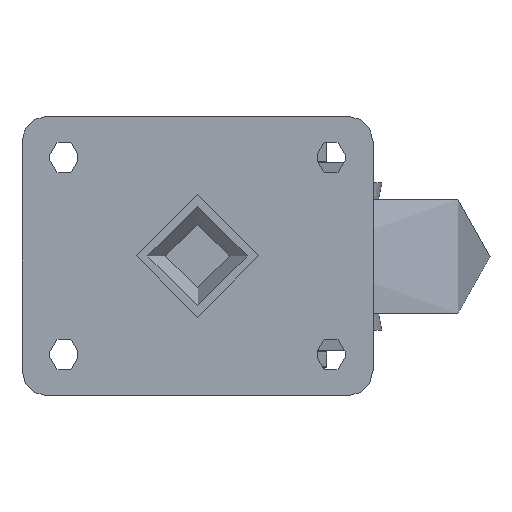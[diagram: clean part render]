
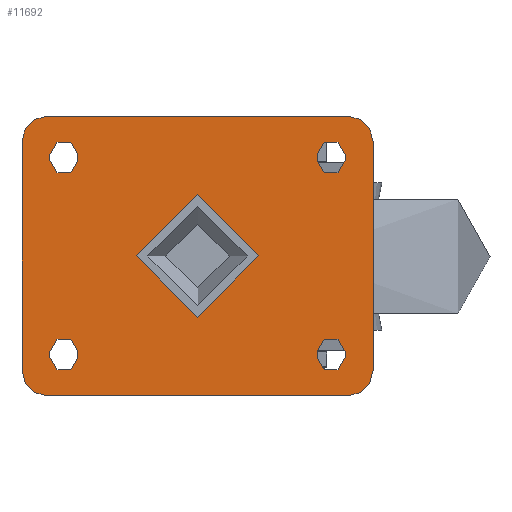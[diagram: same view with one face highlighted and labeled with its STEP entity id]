
A CAD part, top view. The second image highlights one B-rep face of the part: STEP entity #11692.
In plain terms, the highlighted planar face has unit normal (0, 0, 1).
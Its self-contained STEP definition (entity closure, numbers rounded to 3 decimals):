
#803=FACE_BOUND('',#4283,.T.);
#804=FACE_BOUND('',#4284,.T.);
#805=FACE_BOUND('',#4285,.T.);
#806=FACE_BOUND('',#4286,.T.);
#807=FACE_BOUND('',#4287,.T.);
#1008=PLANE('',#12735);
#1536=LINE('',#20997,#2294);
#1538=LINE('',#21000,#2296);
#1540=LINE('',#21003,#2298);
#1550=LINE('',#21042,#2308);
#1554=LINE('',#21052,#2312);
#1556=LINE('',#21058,#2314);
#1560=LINE('',#21068,#2318);
#1562=LINE('',#21074,#2320);
#1566=LINE('',#21084,#2324);
#1568=LINE('',#21090,#2326);
#1572=LINE('',#21100,#2330);
#1574=LINE('',#21106,#2332);
#2294=VECTOR('',#14695,1000.);
#2296=VECTOR('',#14699,1000.);
#2298=VECTOR('',#14703,1000.);
#2308=VECTOR('',#14739,1000.);
#2312=VECTOR('',#14749,1000.);
#2314=VECTOR('',#14757,1000.);
#2318=VECTOR('',#14767,1000.);
#2320=VECTOR('',#14775,1000.);
#2324=VECTOR('',#14785,1000.);
#2326=VECTOR('',#14793,1000.);
#2330=VECTOR('',#14803,1000.);
#2332=VECTOR('',#14811,1000.);
#3490=FACE_OUTER_BOUND('',#4282,.T.);
#4282=EDGE_LOOP('',(#9922,#9923,#9924,#9925,#9926,#9927,#9928,#9929));
#4283=EDGE_LOOP('',(#9930));
#4284=EDGE_LOOP('',(#9931,#9932,#9933,#9934));
#4285=EDGE_LOOP('',(#9935,#9936,#9937,#9938));
#4286=EDGE_LOOP('',(#9939,#9940,#9941,#9942));
#4287=EDGE_LOOP('',(#9943,#9944,#9945,#9946));
#4836=CIRCLE('',#12670,24.);
#4845=CIRCLE('',#12684,10.);
#4847=CIRCLE('',#12687,10.);
#4849=CIRCLE('',#12690,10.);
#4851=CIRCLE('',#12693,10.);
#4861=CIRCLE('',#12712,5.5);
#4862=CIRCLE('',#12715,5.5);
#4863=CIRCLE('',#12718,5.5);
#4864=CIRCLE('',#12721,5.5);
#4865=CIRCLE('',#12724,5.5);
#4866=CIRCLE('',#12727,5.5);
#4867=CIRCLE('',#12730,5.5);
#4868=CIRCLE('',#12733,5.5);
#5696=VERTEX_POINT('',#20934);
#5704=VERTEX_POINT('',#20960);
#5705=VERTEX_POINT('',#20961);
#5708=VERTEX_POINT('',#20969);
#5709=VERTEX_POINT('',#20970);
#5712=VERTEX_POINT('',#20978);
#5713=VERTEX_POINT('',#20979);
#5716=VERTEX_POINT('',#20987);
#5717=VERTEX_POINT('',#20988);
#5736=VERTEX_POINT('',#21044);
#5737=VERTEX_POINT('',#21046);
#5738=VERTEX_POINT('',#21050);
#5739=VERTEX_POINT('',#21054);
#5740=VERTEX_POINT('',#21060);
#5741=VERTEX_POINT('',#21062);
#5742=VERTEX_POINT('',#21066);
#5743=VERTEX_POINT('',#21070);
#5744=VERTEX_POINT('',#21076);
#5745=VERTEX_POINT('',#21078);
#5746=VERTEX_POINT('',#21082);
#5747=VERTEX_POINT('',#21086);
#5748=VERTEX_POINT('',#21092);
#5749=VERTEX_POINT('',#21094);
#5750=VERTEX_POINT('',#21098);
#5751=VERTEX_POINT('',#21102);
#7125=EDGE_CURVE('',#5696,#5696,#4836,.T.);
#7137=EDGE_CURVE('',#5704,#5705,#4845,.T.);
#7141=EDGE_CURVE('',#5708,#5709,#4847,.T.);
#7145=EDGE_CURVE('',#5712,#5713,#4849,.T.);
#7149=EDGE_CURVE('',#5716,#5717,#4851,.T.);
#7154=EDGE_CURVE('',#5713,#5716,#1536,.T.);
#7156=EDGE_CURVE('',#5709,#5712,#1538,.T.);
#7158=EDGE_CURVE('',#5705,#5708,#1540,.T.);
#7176=EDGE_CURVE('',#5717,#5704,#1550,.T.);
#7178=EDGE_CURVE('',#5737,#5736,#4861,.T.);
#7181=EDGE_CURVE('',#5736,#5738,#1554,.T.);
#7183=EDGE_CURVE('',#5738,#5739,#4862,.T.);
#7184=EDGE_CURVE('',#5739,#5737,#1556,.T.);
#7186=EDGE_CURVE('',#5741,#5740,#4863,.T.);
#7189=EDGE_CURVE('',#5740,#5742,#1560,.T.);
#7191=EDGE_CURVE('',#5742,#5743,#4864,.T.);
#7192=EDGE_CURVE('',#5743,#5741,#1562,.T.);
#7194=EDGE_CURVE('',#5745,#5744,#4865,.T.);
#7197=EDGE_CURVE('',#5744,#5746,#1566,.T.);
#7199=EDGE_CURVE('',#5746,#5747,#4866,.T.);
#7200=EDGE_CURVE('',#5747,#5745,#1568,.T.);
#7202=EDGE_CURVE('',#5749,#5748,#4867,.T.);
#7205=EDGE_CURVE('',#5748,#5750,#1572,.T.);
#7207=EDGE_CURVE('',#5750,#5751,#4868,.T.);
#7208=EDGE_CURVE('',#5751,#5749,#1574,.T.);
#9922=ORIENTED_EDGE('',*,*,#7149,.F.);
#9923=ORIENTED_EDGE('',*,*,#7154,.F.);
#9924=ORIENTED_EDGE('',*,*,#7145,.F.);
#9925=ORIENTED_EDGE('',*,*,#7156,.F.);
#9926=ORIENTED_EDGE('',*,*,#7141,.F.);
#9927=ORIENTED_EDGE('',*,*,#7158,.F.);
#9928=ORIENTED_EDGE('',*,*,#7137,.F.);
#9929=ORIENTED_EDGE('',*,*,#7176,.F.);
#9930=ORIENTED_EDGE('',*,*,#7125,.F.);
#9931=ORIENTED_EDGE('',*,*,#7208,.T.);
#9932=ORIENTED_EDGE('',*,*,#7202,.T.);
#9933=ORIENTED_EDGE('',*,*,#7205,.T.);
#9934=ORIENTED_EDGE('',*,*,#7207,.T.);
#9935=ORIENTED_EDGE('',*,*,#7200,.T.);
#9936=ORIENTED_EDGE('',*,*,#7194,.T.);
#9937=ORIENTED_EDGE('',*,*,#7197,.T.);
#9938=ORIENTED_EDGE('',*,*,#7199,.T.);
#9939=ORIENTED_EDGE('',*,*,#7192,.T.);
#9940=ORIENTED_EDGE('',*,*,#7186,.T.);
#9941=ORIENTED_EDGE('',*,*,#7189,.T.);
#9942=ORIENTED_EDGE('',*,*,#7191,.T.);
#9943=ORIENTED_EDGE('',*,*,#7184,.T.);
#9944=ORIENTED_EDGE('',*,*,#7178,.T.);
#9945=ORIENTED_EDGE('',*,*,#7181,.T.);
#9946=ORIENTED_EDGE('',*,*,#7183,.T.);
#11692=ADVANCED_FACE('',(#3490,#803,#804,#805,#806,#807),#1008,.T.);
#12670=AXIS2_PLACEMENT_3D('',#20936,#14631,#14632);
#12684=AXIS2_PLACEMENT_3D('',#20962,#14662,#14663);
#12687=AXIS2_PLACEMENT_3D('',#20971,#14670,#14671);
#12690=AXIS2_PLACEMENT_3D('',#20980,#14678,#14679);
#12693=AXIS2_PLACEMENT_3D('',#20989,#14686,#14687);
#12712=AXIS2_PLACEMENT_3D('',#21047,#14743,#14744);
#12715=AXIS2_PLACEMENT_3D('',#21056,#14753,#14754);
#12718=AXIS2_PLACEMENT_3D('',#21063,#14761,#14762);
#12721=AXIS2_PLACEMENT_3D('',#21072,#14771,#14772);
#12724=AXIS2_PLACEMENT_3D('',#21079,#14779,#14780);
#12727=AXIS2_PLACEMENT_3D('',#21088,#14789,#14790);
#12730=AXIS2_PLACEMENT_3D('',#21095,#14797,#14798);
#12733=AXIS2_PLACEMENT_3D('',#21104,#14807,#14808);
#12735=AXIS2_PLACEMENT_3D('',#21107,#14812,#14813);
#14631=DIRECTION('center_axis',(0.,0.,1.));
#14632=DIRECTION('ref_axis',(1.,0.,0.));
#14662=DIRECTION('center_axis',(0.,0.,-1.));
#14663=DIRECTION('ref_axis',(-0.707,0.707,0.));
#14670=DIRECTION('center_axis',(0.,0.,-1.));
#14671=DIRECTION('ref_axis',(0.707,0.707,0.));
#14678=DIRECTION('center_axis',(0.,0.,-1.));
#14679=DIRECTION('ref_axis',(0.707,-0.707,0.));
#14686=DIRECTION('center_axis',(0.,0.,-1.));
#14687=DIRECTION('ref_axis',(-0.707,-0.707,0.));
#14695=DIRECTION('',(-1.,0.,0.));
#14699=DIRECTION('',(0.,-1.,0.));
#14703=DIRECTION('',(1.,0.,0.));
#14739=DIRECTION('',(0.,1.,0.));
#14743=DIRECTION('center_axis',(0.,0.,-1.));
#14744=DIRECTION('ref_axis',(1.,0.,0.));
#14749=DIRECTION('',(0.,1.,0.));
#14753=DIRECTION('center_axis',(0.,0.,-1.));
#14754=DIRECTION('ref_axis',(1.,0.,0.));
#14757=DIRECTION('',(0.,-1.,0.));
#14761=DIRECTION('center_axis',(0.,0.,-1.));
#14762=DIRECTION('ref_axis',(1.,0.,0.));
#14767=DIRECTION('',(0.,-1.,0.));
#14771=DIRECTION('center_axis',(0.,0.,-1.));
#14772=DIRECTION('ref_axis',(1.,0.,0.));
#14775=DIRECTION('',(0.,1.,0.));
#14779=DIRECTION('center_axis',(0.,0.,-1.));
#14780=DIRECTION('ref_axis',(-1.,0.,0.));
#14785=DIRECTION('',(0.,1.,0.));
#14789=DIRECTION('center_axis',(0.,0.,-1.));
#14790=DIRECTION('ref_axis',(-1.,0.,0.));
#14793=DIRECTION('',(0.,-1.,0.));
#14797=DIRECTION('center_axis',(0.,0.,-1.));
#14798=DIRECTION('ref_axis',(-1.,0.,0.));
#14803=DIRECTION('',(0.,-1.,0.));
#14807=DIRECTION('center_axis',(0.,0.,-1.));
#14808=DIRECTION('ref_axis',(-1.,0.,0.));
#14811=DIRECTION('',(0.,1.,0.));
#14812=DIRECTION('center_axis',(0.,0.,1.));
#14813=DIRECTION('ref_axis',(1.,0.,0.));
#20934=CARTESIAN_POINT('',(-24.,0.,0.));
#20936=CARTESIAN_POINT('Origin',(0.,0.,0.));
#20960=CARTESIAN_POINT('',(-69.,45.,0.));
#20961=CARTESIAN_POINT('',(-59.,55.,0.));
#20962=CARTESIAN_POINT('Origin',(-59.,45.,0.));
#20969=CARTESIAN_POINT('',(59.,55.,0.));
#20970=CARTESIAN_POINT('',(69.,45.,0.));
#20971=CARTESIAN_POINT('Origin',(59.,45.,0.));
#20978=CARTESIAN_POINT('',(69.,-45.,0.));
#20979=CARTESIAN_POINT('',(59.,-55.,0.));
#20980=CARTESIAN_POINT('Origin',(59.,-45.,0.));
#20987=CARTESIAN_POINT('',(-59.,-55.,0.));
#20988=CARTESIAN_POINT('',(-69.,-45.,0.));
#20989=CARTESIAN_POINT('Origin',(-59.,-45.,0.));
#20997=CARTESIAN_POINT('',(69.,-55.,0.));
#21000=CARTESIAN_POINT('',(69.,55.,0.));
#21003=CARTESIAN_POINT('',(-69.,55.,0.));
#21042=CARTESIAN_POINT('',(-69.,-55.,0.));
#21044=CARTESIAN_POINT('',(-58.,37.5,0.));
#21046=CARTESIAN_POINT('',(-47.,37.5,0.));
#21047=CARTESIAN_POINT('Origin',(-52.5,37.5,0.));
#21050=CARTESIAN_POINT('',(-58.,40.,0.));
#21052=CARTESIAN_POINT('',(-58.,40.,0.));
#21054=CARTESIAN_POINT('',(-47.,40.,0.));
#21056=CARTESIAN_POINT('Origin',(-52.5,40.,0.));
#21058=CARTESIAN_POINT('',(-47.,40.,0.));
#21060=CARTESIAN_POINT('',(-47.,-37.5,0.));
#21062=CARTESIAN_POINT('',(-58.,-37.5,0.));
#21063=CARTESIAN_POINT('Origin',(-52.5,-37.5,0.));
#21066=CARTESIAN_POINT('',(-47.,-40.,0.));
#21068=CARTESIAN_POINT('',(-47.,-40.,0.));
#21070=CARTESIAN_POINT('',(-58.,-40.,0.));
#21072=CARTESIAN_POINT('Origin',(-52.5,-40.,0.));
#21074=CARTESIAN_POINT('',(-58.,-40.,0.));
#21076=CARTESIAN_POINT('',(47.,37.5,0.));
#21078=CARTESIAN_POINT('',(58.,37.5,0.));
#21079=CARTESIAN_POINT('Origin',(52.5,37.5,0.));
#21082=CARTESIAN_POINT('',(47.,40.,0.));
#21084=CARTESIAN_POINT('',(47.,40.,0.));
#21086=CARTESIAN_POINT('',(58.,40.,0.));
#21088=CARTESIAN_POINT('Origin',(52.5,40.,0.));
#21090=CARTESIAN_POINT('',(58.,40.,0.));
#21092=CARTESIAN_POINT('',(58.,-37.5,0.));
#21094=CARTESIAN_POINT('',(47.,-37.5,0.));
#21095=CARTESIAN_POINT('Origin',(52.5,-37.5,0.));
#21098=CARTESIAN_POINT('',(58.,-40.,0.));
#21100=CARTESIAN_POINT('',(58.,-40.,0.));
#21102=CARTESIAN_POINT('',(47.,-40.,0.));
#21104=CARTESIAN_POINT('Origin',(52.5,-40.,0.));
#21106=CARTESIAN_POINT('',(47.,-40.,0.));
#21107=CARTESIAN_POINT('Origin',(0.,0.,0.));
